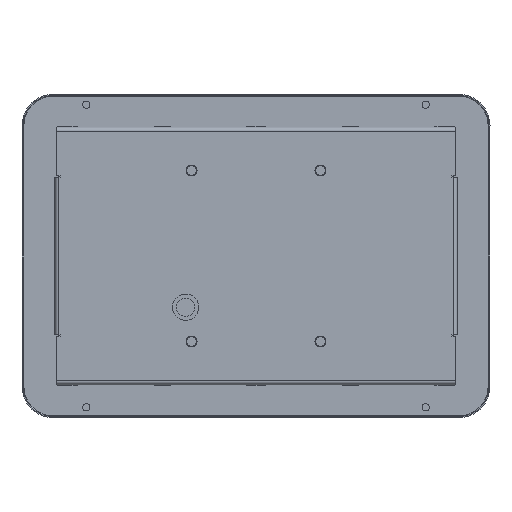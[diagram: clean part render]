
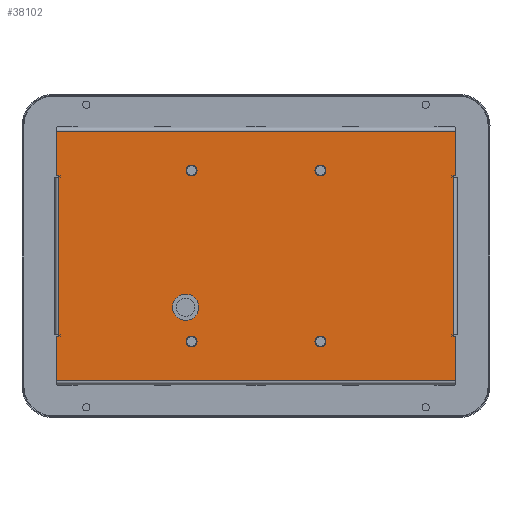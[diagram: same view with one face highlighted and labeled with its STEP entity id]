
A CAD part, front view. The second image highlights one B-rep face of the part: STEP entity #38102.
In plain terms, the highlighted planar face has unit normal (0, -1, 0).
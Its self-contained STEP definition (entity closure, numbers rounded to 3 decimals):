
#2476=FACE_BOUND('',#6618,.T.);
#2477=FACE_BOUND('',#6619,.T.);
#2478=FACE_BOUND('',#6620,.T.);
#2479=FACE_BOUND('',#6621,.T.);
#2480=FACE_BOUND('',#6622,.T.);
#3055=CIRCLE('',#40155,10.);
#3056=CIRCLE('',#40156,4.15);
#3057=CIRCLE('',#40157,4.15);
#3058=CIRCLE('',#40158,4.15);
#3059=CIRCLE('',#40159,4.15);
#4420=FACE_OUTER_BOUND('',#6617,.T.);
#6617=EDGE_LOOP('',(#31085,#31086,#31087,#31088,#31089,#31090,#31091,#31092,
#31093,#31094,#31095,#31096,#31097,#31098,#31099,#31100,#31101,#31102,#31103,
#31104));
#6618=EDGE_LOOP('',(#31105));
#6619=EDGE_LOOP('',(#31106));
#6620=EDGE_LOOP('',(#31107));
#6621=EDGE_LOOP('',(#31108));
#6622=EDGE_LOOP('',(#31109));
#9839=LINE('',#60745,#13566);
#9840=LINE('',#60747,#13567);
#9841=LINE('',#60749,#13568);
#9842=LINE('',#60751,#13569);
#9843=LINE('',#60753,#13570);
#9844=LINE('',#60755,#13571);
#9845=LINE('',#60757,#13572);
#9846=LINE('',#60759,#13573);
#9847=LINE('',#60761,#13574);
#9848=LINE('',#60763,#13575);
#9849=LINE('',#60765,#13576);
#9850=LINE('',#60767,#13577);
#9851=LINE('',#60769,#13578);
#9852=LINE('',#60771,#13579);
#9853=LINE('',#60773,#13580);
#9854=LINE('',#60775,#13581);
#9855=LINE('',#60777,#13582);
#9856=LINE('',#60779,#13583);
#9857=LINE('',#60781,#13584);
#9858=LINE('',#60782,#13585);
#13566=VECTOR('',#45511,1000.);
#13567=VECTOR('',#45512,1000.);
#13568=VECTOR('',#45513,1000.);
#13569=VECTOR('',#45514,1000.);
#13570=VECTOR('',#45515,1000.);
#13571=VECTOR('',#45516,1000.);
#13572=VECTOR('',#45517,1000.);
#13573=VECTOR('',#45518,1000.);
#13574=VECTOR('',#45519,1000.);
#13575=VECTOR('',#45520,1000.);
#13576=VECTOR('',#45521,1000.);
#13577=VECTOR('',#45522,1000.);
#13578=VECTOR('',#45523,1000.);
#13579=VECTOR('',#45524,1000.);
#13580=VECTOR('',#45525,1000.);
#13581=VECTOR('',#45526,1000.);
#13582=VECTOR('',#45527,1000.);
#13583=VECTOR('',#45528,1000.);
#13584=VECTOR('',#45529,1000.);
#13585=VECTOR('',#45530,1000.);
#17302=VERTEX_POINT('',#60743);
#17303=VERTEX_POINT('',#60744);
#17304=VERTEX_POINT('',#60746);
#17305=VERTEX_POINT('',#60748);
#17306=VERTEX_POINT('',#60750);
#17307=VERTEX_POINT('',#60752);
#17308=VERTEX_POINT('',#60754);
#17309=VERTEX_POINT('',#60756);
#17310=VERTEX_POINT('',#60758);
#17311=VERTEX_POINT('',#60760);
#17312=VERTEX_POINT('',#60762);
#17313=VERTEX_POINT('',#60764);
#17314=VERTEX_POINT('',#60766);
#17315=VERTEX_POINT('',#60768);
#17316=VERTEX_POINT('',#60770);
#17317=VERTEX_POINT('',#60772);
#17318=VERTEX_POINT('',#60774);
#17319=VERTEX_POINT('',#60776);
#17320=VERTEX_POINT('',#60778);
#17321=VERTEX_POINT('',#60780);
#17322=VERTEX_POINT('',#60783);
#17323=VERTEX_POINT('',#60785);
#17324=VERTEX_POINT('',#60787);
#17325=VERTEX_POINT('',#60789);
#17326=VERTEX_POINT('',#60791);
#22149=EDGE_CURVE('',#17302,#17303,#9839,.T.);
#22150=EDGE_CURVE('',#17304,#17302,#9840,.T.);
#22151=EDGE_CURVE('',#17305,#17304,#9841,.T.);
#22152=EDGE_CURVE('',#17305,#17306,#9842,.T.);
#22153=EDGE_CURVE('',#17307,#17306,#9843,.T.);
#22154=EDGE_CURVE('',#17308,#17307,#9844,.T.);
#22155=EDGE_CURVE('',#17309,#17308,#9845,.T.);
#22156=EDGE_CURVE('',#17310,#17309,#9846,.T.);
#22157=EDGE_CURVE('',#17310,#17311,#9847,.T.);
#22158=EDGE_CURVE('',#17312,#17311,#9848,.T.);
#22159=EDGE_CURVE('',#17313,#17312,#9849,.T.);
#22160=EDGE_CURVE('',#17314,#17313,#9850,.T.);
#22161=EDGE_CURVE('',#17315,#17314,#9851,.T.);
#22162=EDGE_CURVE('',#17315,#17316,#9852,.T.);
#22163=EDGE_CURVE('',#17317,#17316,#9853,.T.);
#22164=EDGE_CURVE('',#17318,#17317,#9854,.T.);
#22165=EDGE_CURVE('',#17319,#17318,#9855,.T.);
#22166=EDGE_CURVE('',#17320,#17319,#9856,.T.);
#22167=EDGE_CURVE('',#17320,#17321,#9857,.T.);
#22168=EDGE_CURVE('',#17303,#17321,#9858,.T.);
#22169=EDGE_CURVE('',#17322,#17322,#3055,.T.);
#22170=EDGE_CURVE('',#17323,#17323,#3056,.T.);
#22171=EDGE_CURVE('',#17324,#17324,#3057,.T.);
#22172=EDGE_CURVE('',#17325,#17325,#3058,.T.);
#22173=EDGE_CURVE('',#17326,#17326,#3059,.T.);
#31085=ORIENTED_EDGE('',*,*,#22149,.F.);
#31086=ORIENTED_EDGE('',*,*,#22150,.F.);
#31087=ORIENTED_EDGE('',*,*,#22151,.F.);
#31088=ORIENTED_EDGE('',*,*,#22152,.T.);
#31089=ORIENTED_EDGE('',*,*,#22153,.F.);
#31090=ORIENTED_EDGE('',*,*,#22154,.F.);
#31091=ORIENTED_EDGE('',*,*,#22155,.F.);
#31092=ORIENTED_EDGE('',*,*,#22156,.F.);
#31093=ORIENTED_EDGE('',*,*,#22157,.T.);
#31094=ORIENTED_EDGE('',*,*,#22158,.F.);
#31095=ORIENTED_EDGE('',*,*,#22159,.F.);
#31096=ORIENTED_EDGE('',*,*,#22160,.F.);
#31097=ORIENTED_EDGE('',*,*,#22161,.F.);
#31098=ORIENTED_EDGE('',*,*,#22162,.T.);
#31099=ORIENTED_EDGE('',*,*,#22163,.F.);
#31100=ORIENTED_EDGE('',*,*,#22164,.F.);
#31101=ORIENTED_EDGE('',*,*,#22165,.F.);
#31102=ORIENTED_EDGE('',*,*,#22166,.F.);
#31103=ORIENTED_EDGE('',*,*,#22167,.T.);
#31104=ORIENTED_EDGE('',*,*,#22168,.F.);
#31105=ORIENTED_EDGE('',*,*,#22169,.T.);
#31106=ORIENTED_EDGE('',*,*,#22170,.T.);
#31107=ORIENTED_EDGE('',*,*,#22171,.T.);
#31108=ORIENTED_EDGE('',*,*,#22172,.T.);
#31109=ORIENTED_EDGE('',*,*,#22173,.T.);
#36514=PLANE('',#40154);
#38102=ADVANCED_FACE('',(#4420,#2476,#2477,#2478,#2479,#2480),#36514,.F.);
#40154=AXIS2_PLACEMENT_3D('',#60742,#45509,#45510);
#40155=AXIS2_PLACEMENT_3D('',#60784,#45531,#45532);
#40156=AXIS2_PLACEMENT_3D('',#60786,#45533,#45534);
#40157=AXIS2_PLACEMENT_3D('',#60788,#45535,#45536);
#40158=AXIS2_PLACEMENT_3D('',#60790,#45537,#45538);
#40159=AXIS2_PLACEMENT_3D('',#60792,#45539,#45540);
#45509=DIRECTION('center_axis',(0.,1.,0.));
#45510=DIRECTION('ref_axis',(0.,0.,
-1.));
#45511=DIRECTION('',(1.,0.,0.));
#45512=DIRECTION('',(0.,0.,-1.));
#45513=DIRECTION('',(-1.,0.,0.));
#45514=DIRECTION('',(0.,0.,1.));
#45515=DIRECTION('',(1.,0.,0.));
#45516=DIRECTION('',(0.,0.,-1.));
#45517=DIRECTION('',(-1.,0.,0.));
#45518=DIRECTION('',(0.,0.,-1.));
#45519=DIRECTION('',(-1.,0.,0.));
#45520=DIRECTION('',(0.,0.,1.));
#45521=DIRECTION('',(-1.,0.,0.));
#45522=DIRECTION('',(0.,0.,1.));
#45523=DIRECTION('',(1.,0.,0.));
#45524=DIRECTION('',(0.,0.,-1.));
#45525=DIRECTION('',(-1.,0.,0.));
#45526=DIRECTION('',(0.,0.,1.));
#45527=DIRECTION('',(1.,0.,0.));
#45528=DIRECTION('',(0.,0.,1.));
#45529=DIRECTION('',(1.,0.,0.));
#45530=DIRECTION('',(0.,0.,-1.));
#45531=DIRECTION('center_axis',(0.,1.,0.));
#45532=DIRECTION('ref_axis',(0.,0.,
-1.));
#45533=DIRECTION('center_axis',(0.,1.,0.));
#45534=DIRECTION('ref_axis',(0.,0.,
-1.));
#45535=DIRECTION('center_axis',(0.,1.,0.));
#45536=DIRECTION('ref_axis',(0.,0.,
-1.));
#45537=DIRECTION('center_axis',(0.,1.,0.));
#45538=DIRECTION('ref_axis',(0.,0.,
-1.));
#45539=DIRECTION('center_axis',(0.,1.,0.));
#45540=DIRECTION('ref_axis',(0.,0.,
-1.));
#60742=CARTESIAN_POINT('Origin',(20.827,-71.23,-3.361));
#60743=CARTESIAN_POINT('',(169.827,-71.23,-64.361));
#60744=CARTESIAN_POINT('',(172.827,-71.23,-64.361));
#60745=CARTESIAN_POINT('',(20.827,-71.23,-64.361));
#60746=CARTESIAN_POINT('',(169.827,-71.23,-63.361));
#60747=CARTESIAN_POINT('',(169.827,-71.23,-3.361));
#60748=CARTESIAN_POINT('',(170.827,-71.23,-63.361));
#60749=CARTESIAN_POINT('',(20.827,-71.23,-63.361));
#60750=CARTESIAN_POINT('',(170.827,-71.23,56.639));
#60751=CARTESIAN_POINT('',(170.827,-71.23,-63.361));
#60752=CARTESIAN_POINT('',(169.827,-71.23,56.639));
#60753=CARTESIAN_POINT('',(20.827,-71.23,56.639));
#60754=CARTESIAN_POINT('',(169.827,-71.23,57.639));
#60755=CARTESIAN_POINT('',(169.827,-71.23,-3.361));
#60756=CARTESIAN_POINT('',(172.827,-71.23,57.639));
#60757=CARTESIAN_POINT('',(20.827,-71.23,57.639));
#60758=CARTESIAN_POINT('',(172.827,-71.23,91.639));
#60759=CARTESIAN_POINT('',(172.827,-71.23,94.639));
#60760=CARTESIAN_POINT('',(-131.173,-71.23,91.639));
#60761=CARTESIAN_POINT('',(171.827,-71.23,91.639));
#60762=CARTESIAN_POINT('',(-131.173,-71.23,57.639));
#60763=CARTESIAN_POINT('',(-131.173,-71.23,94.639));
#60764=CARTESIAN_POINT('',(-128.173,-71.23,57.639));
#60765=CARTESIAN_POINT('',(20.827,-71.23,57.639));
#60766=CARTESIAN_POINT('',(-128.173,-71.23,56.639));
#60767=CARTESIAN_POINT('',(-128.173,-71.23,-3.361));
#60768=CARTESIAN_POINT('',(-129.173,-71.23,56.639));
#60769=CARTESIAN_POINT('',(20.827,-71.23,56.639));
#60770=CARTESIAN_POINT('',(-129.173,-71.23,-63.361));
#60771=CARTESIAN_POINT('',(-129.173,-71.23,56.639));
#60772=CARTESIAN_POINT('',(-128.173,-71.23,-63.361));
#60773=CARTESIAN_POINT('',(20.827,-71.23,-63.361));
#60774=CARTESIAN_POINT('',(-128.173,-71.23,-64.361));
#60775=CARTESIAN_POINT('',(-128.173,-71.23,-3.361));
#60776=CARTESIAN_POINT('',(-131.173,-71.23,-64.361));
#60777=CARTESIAN_POINT('',(20.827,-71.23,-64.361));
#60778=CARTESIAN_POINT('',(-131.173,-71.23,-98.361));
#60779=CARTESIAN_POINT('',(-131.173,-71.23,94.639));
#60780=CARTESIAN_POINT('',(172.827,-71.23,-98.361));
#60781=CARTESIAN_POINT('',(-130.173,-71.23,-98.361));
#60782=CARTESIAN_POINT('',(172.827,-71.23,94.639));
#60783=CARTESIAN_POINT('',(-32.673,-71.23,-32.361));
#60784=CARTESIAN_POINT('Origin',(-32.673,-71.23,-42.361));
#60785=CARTESIAN_POINT('',(-28.173,-71.23,65.789));
#60786=CARTESIAN_POINT('Origin',(-28.173,-71.23,61.639));
#60787=CARTESIAN_POINT('',(69.827,-71.23,-64.211));
#60788=CARTESIAN_POINT('Origin',(69.827,-71.23,-68.361));
#60789=CARTESIAN_POINT('',(-28.173,-71.23,-64.211));
#60790=CARTESIAN_POINT('Origin',(-28.173,-71.23,-68.361));
#60791=CARTESIAN_POINT('',(69.827,-71.23,65.789));
#60792=CARTESIAN_POINT('Origin',(69.827,-71.23,61.639));
